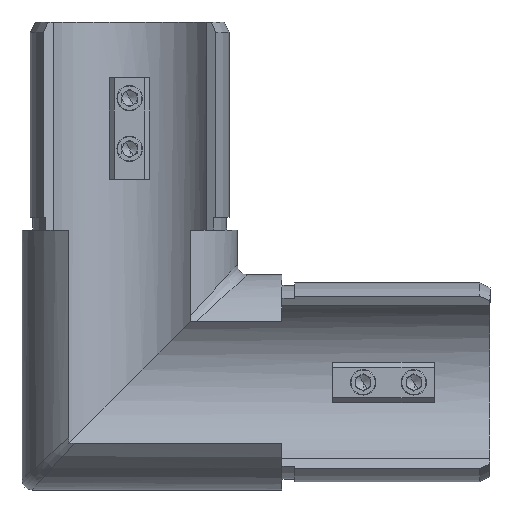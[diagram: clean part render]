
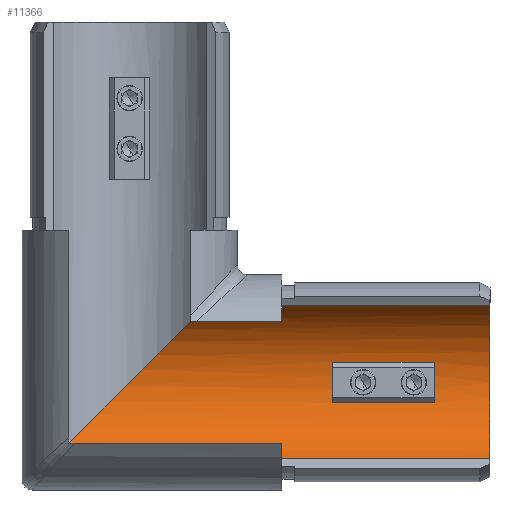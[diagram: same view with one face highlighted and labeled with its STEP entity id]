
A CAD part, front view. The second image highlights one B-rep face of the part: STEP entity #11366.
In plain terms, the highlighted cylindrical face has radius 17.4 mm (diameter 34.8 mm), a partial arc.
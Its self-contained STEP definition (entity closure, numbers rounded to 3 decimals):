
#112 = DIRECTION ( 'NONE',  ( 1., 0., 0. ) ) ;
#128 = CARTESIAN_POINT ( 'NONE',  ( 60., 0., 0. ) ) ;
#242 = VECTOR ( 'NONE', #17468, 1000. ) ;
#930 = DIRECTION ( 'NONE',  ( -1., 0., 0. ) ) ;
#1106 = CARTESIAN_POINT ( 'NONE',  ( -17.4, 0., -17.4 ) ) ;
#1233 = LINE ( 'NONE', #12749, #242 ) ;
#1379 = AXIS2_PLACEMENT_3D ( 'NONE', #128, #4703, #8122 ) ;
#1535 = CARTESIAN_POINT ( 'NONE',  ( 60., 16.934, -4. ) ) ;
#1789 = VECTOR ( 'NONE', #15429, 1000. ) ;
#1832 = EDGE_CURVE ( 'NONE', #2514, #11568, #6943, .T. ) ;
#1868 = VERTEX_POINT ( 'NONE', #7497 ) ;
#2333 = CARTESIAN_POINT ( 'NONE',  ( 40., 16.934, -4. ) ) ;
#2344 = ORIENTED_EDGE ( 'NONE', *, *, #13655, .F. ) ;
#2514 = VERTEX_POINT ( 'NONE', #9193 ) ;
#2925 = CARTESIAN_POINT ( 'NONE',  ( 0., 0., -17.4 ) ) ;
#3169 = CARTESIAN_POINT ( 'NONE',  ( 71., 0., 0. ) ) ;
#3336 = CARTESIAN_POINT ( 'NONE',  ( 0., 0., 0. ) ) ;
#3616 = DIRECTION ( 'NONE',  ( -1., 0., 0. ) ) ;
#3754 = FACE_BOUND ( 'NONE', #11548, .T. ) ;
#4288 = CARTESIAN_POINT ( 'NONE',  ( 40., 16.934, 4. ) ) ;
#4447 = LINE ( 'NONE', #17788, #19148 ) ;
#4524 = EDGE_CURVE ( 'NONE', #14727, #15971, #4447, .T. ) ;
#4606 = VERTEX_POINT ( 'NONE', #11826 ) ;
#4703 = DIRECTION ( 'NONE',  ( 1., 0., 0. ) ) ;
#4841 = EDGE_CURVE ( 'NONE', #8232, #2514, #19032, .T. ) ;
#5647 = AXIS2_PLACEMENT_3D ( 'NONE', #3336, #112, #12713 ) ;
#6943 = LINE ( 'NONE', #2925, #1789 ) ;
#7189 = CARTESIAN_POINT ( 'NONE',  ( -17.4, 34.8, -17.4 ) ) ;
#7430 = AXIS2_PLACEMENT_3D ( 'NONE', #11134, #3616, #8248 ) ;
#7497 = CARTESIAN_POINT ( 'NONE',  ( 60., 16.934, 4. ) ) ;
#7724 = ORIENTED_EDGE ( 'NONE', *, *, #10332, .F. ) ;
#7794 = ORIENTED_EDGE ( 'NONE', *, *, #1832, .T. ) ;
#7939 = DIRECTION ( 'NONE',  ( 1., 0., 0. ) ) ;
#8122 = DIRECTION ( 'NONE',  ( 0., 0., 1. ) ) ;
#8232 = VERTEX_POINT ( 'NONE', #18161 ) ;
#8248 = DIRECTION ( 'NONE',  ( 0., 0., -1. ) ) ;
#8317 = CIRCLE ( 'NONE', #7430, 17.4 ) ;
#8631 = CYLINDRICAL_SURFACE ( 'NONE', #5647, 17.4 ) ;
#8844 = EDGE_LOOP ( 'NONE', ( #13168, #12157, #7794, #17256 ) ) ;
#9193 = CARTESIAN_POINT ( 'NONE',  ( -17.4, 0., -17.4 ) ) ;
#10332 = EDGE_CURVE ( 'NONE', #1868, #20110, #14567, .T. ) ;
#11134 = CARTESIAN_POINT ( 'NONE',  ( 40., 0., 0. ) ) ;
#11366 = ADVANCED_FACE ( 'NONE', ( #14290, #3754 ), #8631, .F. ) ;
#11548 = EDGE_LOOP ( 'NONE', ( #2344, #19497, #19118, #7724 ) ) ;
#11568 = VERTEX_POINT ( 'NONE', #13874 ) ;
#11826 = CARTESIAN_POINT ( 'NONE',  ( 71., 0., 17.4 ) ) ;
#12157 = ORIENTED_EDGE ( 'NONE', *, *, #4841, .T. ) ;
#12353 = VECTOR ( 'NONE', #930, 1000. ) ;
#12713 = DIRECTION ( 'NONE',  ( 0., 0., -1. ) ) ;
#12749 = CARTESIAN_POINT ( 'NONE',  ( 0., 0., 17.4 ) ) ;
#13168 = ORIENTED_EDGE ( 'NONE', *, *, #14965, .F. ) ;
#13304 = CIRCLE ( 'NONE', #15430, 17.4 ) ;
#13643 = CARTESIAN_POINT ( 'NONE',  ( 17.4, 0., 17.4 ) ) ;
#13655 = EDGE_CURVE ( 'NONE', #15971, #1868, #19401, .T. ) ;
#13874 = CARTESIAN_POINT ( 'NONE',  ( 71., 0., -17.4 ) ) ;
#14290 = FACE_OUTER_BOUND ( 'NONE', #8844, .T. ) ;
#14567 = LINE ( 'NONE', #16530, #12353 ) ;
#14727 = VERTEX_POINT ( 'NONE', #2333 ) ;
#14965 = EDGE_CURVE ( 'NONE', #8232, #4606, #1233, .T. ) ;
#15429 = DIRECTION ( 'NONE',  ( 1., 0., 0. ) ) ;
#15430 = AXIS2_PLACEMENT_3D ( 'NONE', #3169, #7939, #18995 ) ;
#15971 = VERTEX_POINT ( 'NONE', #1535 ) ;
#16342 = DIRECTION ( 'NONE',  ( 1., 0., 0. ) ) ;
#16504 = CARTESIAN_POINT ( 'NONE',  ( 17.4, 34.8, 17.4 ) ) ;
#16530 = CARTESIAN_POINT ( 'NONE',  ( 0., 16.934, 4. ) ) ;
#17256 = ORIENTED_EDGE ( 'NONE', *, *, #18644, .T. ) ;
#17468 = DIRECTION ( 'NONE',  ( 1., 0., 0. ) ) ;
#17788 = CARTESIAN_POINT ( 'NONE',  ( 0., 16.934, -4. ) ) ;
#18161 = CARTESIAN_POINT ( 'NONE',  ( 17.4, 0., 17.4 ) ) ;
#18644 = EDGE_CURVE ( 'NONE', #11568, #4606, #13304, .T. ) ;
#18995 = DIRECTION ( 'NONE',  ( 0., 0., 1. ) ) ;
#19032 =( BOUNDED_CURVE ( )  B_SPLINE_CURVE ( 3, ( #13643, #16504, #7189, #1106 ),
 .UNSPECIFIED., .F., .T. ) 
 B_SPLINE_CURVE_WITH_KNOTS ( ( 4, 4 ),
 ( 0., 3.142 ),
 .UNSPECIFIED. ) 
 CURVE ( )  GEOMETRIC_REPRESENTATION_ITEM ( )  RATIONAL_B_SPLINE_CURVE ( ( 1., 0.333, 0.333, 1. ) ) 
 REPRESENTATION_ITEM ( '' )  );
#19118 = ORIENTED_EDGE ( 'NONE', *, *, #19888, .F. ) ;
#19148 = VECTOR ( 'NONE', #16342, 1000. ) ;
#19401 = CIRCLE ( 'NONE', #1379, 17.4 ) ;
#19497 = ORIENTED_EDGE ( 'NONE', *, *, #4524, .F. ) ;
#19888 = EDGE_CURVE ( 'NONE', #20110, #14727, #8317, .T. ) ;
#20110 = VERTEX_POINT ( 'NONE', #4288 ) ;
